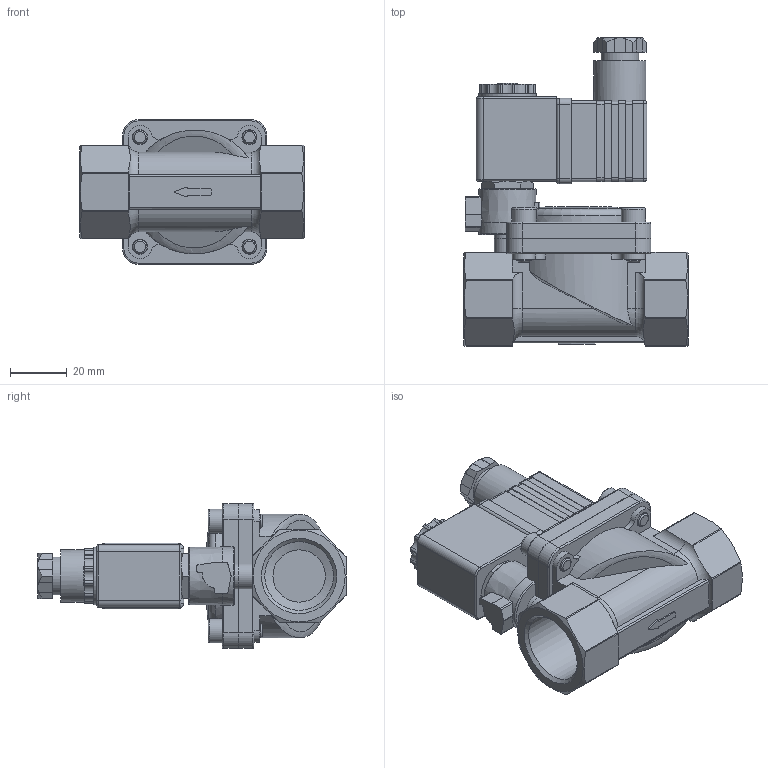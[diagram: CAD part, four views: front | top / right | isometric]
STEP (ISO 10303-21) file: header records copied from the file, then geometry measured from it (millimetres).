
FILE_DESCRIPTION((''),'2;1');
FILE_NAME('ES2A24P025H24=.stp','2022-01-25T14:40:18',('RL'),(''),'Autodesk Inventor 2012','Autodesk Inventor 2012','');
FILE_SCHEMA(('AUTOMOTIVE_DESIGN { 1 0 10303 214 1 1 1 1 }'));
Length unit declared in the file: millimetre
Products named in the file (3): ES2A24P025H24/=; ES2A24E025H23050; GDB09
Assembly tree (2 placements, depth 2):
  ES2A24P025H24/=
    ES2A24E025H23050
    GDB09
Bounding box: 78.8 x 108.25 x 50.9 mm (x, y, z)
Volume: 131476.7 mm3; surface area: 34505.9 mm2
Topology: 3 solids, 3 shells, 571 faces, 1492 edges, 963 vertices
Faces by surface type: plane 294, cylinder 206, cone 37, torus 24, bspline 6, sphere 4
Full cylindrical faces by diameter (mm): 1.7 x3, 2.459 x1, 5 x5, 6 x1, 6.9 x1, 7.1 x1, 8.5 x4, 11 x1, 13.2 x1, 18.3 x1, 18.4 x2, 20.2 x1, 24.117 x2
Entity records: 18435 total; most frequent: CARTESIAN_POINT 4155, DIRECTION 2869, ORIENTED_EDGE 2860, EDGE_CURVE 1430, AXIS2_PLACEMENT_3D 1027, VERTEX_POINT 950, VECTOR 815, LINE 815
